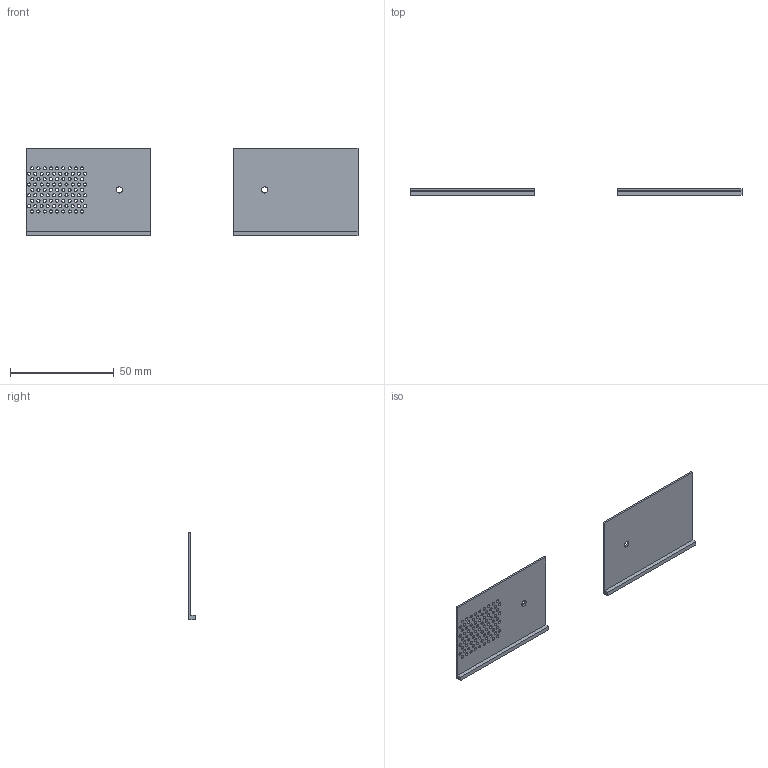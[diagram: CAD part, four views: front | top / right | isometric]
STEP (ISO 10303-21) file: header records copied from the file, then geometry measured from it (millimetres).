
FILE_DESCRIPTION(/* description */ (''),/* implementation_level */ '2;1');
FILE_NAME(/* name */ 'Drill Template.step',/* time_stamp */ '2022-03-15T21:44:51+01:00',/* author */ (''),/* organization */ (''),/* preprocessor_version */ 'ST-DEVELOPER v18.1',/* originating_system */ 'Autodesk Translation Framework v10.13.0.1454',/* authorisation */ '');
FILE_SCHEMA (('AUTOMOTIVE_DESIGN { 1 0 10303 214 3 1 1 }'));
Length unit declared in the file: millimetre
Products named in the file (1): Drill Template
Bounding box: 160 x 3 x 42 mm (x, y, z)
Volume: 5355.7 mm3; surface area: 11074.7 mm2
Topology: 2 solids, 2 shells, 103 faces, 297 edges, 198 vertices
Faces by surface type: cylinder 87, plane 16
Full cylindrical faces by diameter (mm): 1.5 x85, 3 x2
Entity records: 3865 total; most frequent: DIRECTION 679, CARTESIAN_POINT 599, ORIENTED_EDGE 594, EDGE_CURVE 297, AXIS2_PLACEMENT_3D 278, EDGE_LOOP 277, VERTEX_POINT 198, FACE_BOUND 174
